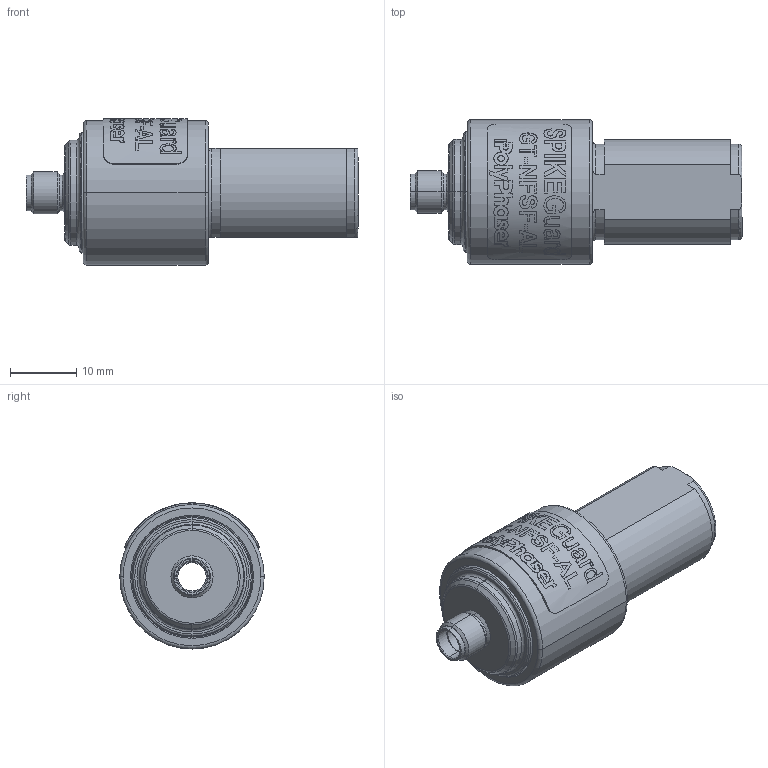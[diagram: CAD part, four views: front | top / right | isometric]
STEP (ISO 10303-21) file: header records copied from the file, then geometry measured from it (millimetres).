
FILE_DESCRIPTION (( 'STEP AP214' ), '1' );
FILE_NAME ('GT-NFSF-AL rev f.STEP', '2019-07-23T18:37:42', ( '' ), ( '' ), 'SwSTEP 2.0', 'SolidWorks 2019', '' );
FILE_SCHEMA (( 'AUTOMOTIVE_DESIGN' ));
Length unit declared in the file: inch
Products named in the file (6): 7020-4213.STEP; GT-NFSF-AL rev d.STEP; 5800-0137.STEP; 7040-0062.STEP; GT-NFSF-AL rev f; 5800-0223.STEP
Assembly tree (5 placements, depth 3):
  GT-NFSF-AL rev f
    GT-NFSF-AL rev d.STEP
      5800-0137.STEP
      5800-0223.STEP
      7020-4213.STEP
      7040-0062.STEP
Bounding box: 50.19 x 21.84 x 22.1 mm (x, y, z)
Volume: 7914.9 mm3; surface area: 7563.5 mm2
Topology: 4 solids, 4 shells, 715 faces, 1930 edges, 1270 vertices
Faces by surface type: plane 296, cylinder 189, bspline 174, cone 28, torus 28
Entity records: 37469 total; most frequent: CARTESIAN_POINT 20364, ORIENTED_EDGE 3860, DIRECTION 2900, EDGE_CURVE 1930, VERTEX_POINT 1270, AXIS2_PLACEMENT_3D 1108, EDGE_LOOP 768, ADVANCED_FACE 715
